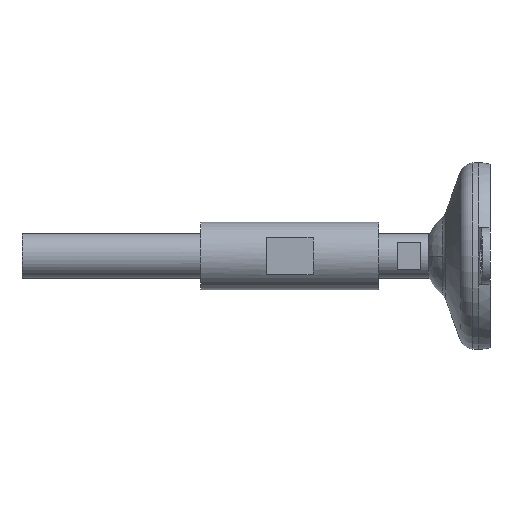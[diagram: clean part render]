
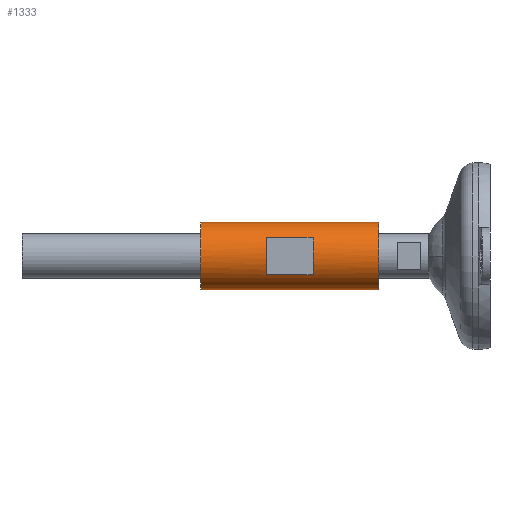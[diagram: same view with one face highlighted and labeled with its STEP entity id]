
A CAD part, left-side view. The second image highlights one B-rep face of the part: STEP entity #1333.
In plain terms, the highlighted cylindrical face has radius 18 mm (diameter 36 mm), a partial arc.
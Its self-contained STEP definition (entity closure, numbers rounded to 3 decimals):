
#42 = DIRECTION ( 'NONE',  ( 0., -1., 0. ) ) ;
#65 = CARTESIAN_POINT ( 'NONE',  ( 0., 59.5, 18. ) ) ;
#109 = VECTOR ( 'NONE', #42, 1000. ) ;
#141 = AXIS2_PLACEMENT_3D ( 'NONE', #235, #753, #1437 ) ;
#161 = EDGE_LOOP ( 'NONE', ( #261, #828, #1275, #1477 ) ) ;
#182 = EDGE_CURVE ( 'NONE', #485, #431, #526, .T. ) ;
#183 = LINE ( 'NONE', #1327, #1672 ) ;
#216 = DIRECTION ( 'NONE',  ( 0., -1., 0. ) ) ;
#228 = CIRCLE ( 'NONE', #141, 18. ) ;
#233 = DIRECTION ( 'NONE',  ( 0., 0., -1. ) ) ;
#235 = CARTESIAN_POINT ( 'NONE',  ( 0., 119.5, 0. ) ) ;
#261 = ORIENTED_EDGE ( 'NONE', *, *, #1091, .T. ) ;
#301 = VERTEX_POINT ( 'NONE', #655 ) ;
#309 = CARTESIAN_POINT ( 'NONE',  ( 0., 154.5, -18. ) ) ;
#321 = ORIENTED_EDGE ( 'NONE', *, *, #1049, .T. ) ;
#340 = AXIS2_PLACEMENT_3D ( 'NONE', #1373, #343, #1542 ) ;
#343 = DIRECTION ( 'NONE',  ( 0., -1., 0. ) ) ;
#384 = LINE ( 'NONE', #899, #109 ) ;
#402 = DIRECTION ( 'NONE',  ( 0., -1., 0. ) ) ;
#415 = CARTESIAN_POINT ( 'NONE',  ( -15., 94.5, -9.95 ) ) ;
#431 = VERTEX_POINT ( 'NONE', #572 ) ;
#440 = CARTESIAN_POINT ( 'NONE',  ( 0., 154.5, 18. ) ) ;
#454 = DIRECTION ( 'NONE',  ( 0., 0., -1. ) ) ;
#469 = VERTEX_POINT ( 'NONE', #674 ) ;
#485 = VERTEX_POINT ( 'NONE', #65 ) ;
#491 = LINE ( 'NONE', #787, #1188 ) ;
#499 = CIRCLE ( 'NONE', #557, 18. ) ;
#526 = CIRCLE ( 'NONE', #1156, 18. ) ;
#557 = AXIS2_PLACEMENT_3D ( 'NONE', #917, #402, #790 ) ;
#563 = DIRECTION ( 'NONE',  ( 0., -1., 0. ) ) ;
#572 = CARTESIAN_POINT ( 'NONE',  ( 0., 59.5, -18. ) ) ;
#618 = DIRECTION ( 'NONE',  ( 0., -1., 0. ) ) ;
#623 = ORIENTED_EDGE ( 'NONE', *, *, #182, .F. ) ;
#631 = EDGE_CURVE ( 'NONE', #1057, #1535, #1286, .T. ) ;
#653 = CARTESIAN_POINT ( 'NONE',  ( 0., 94.5, 0. ) ) ;
#655 = CARTESIAN_POINT ( 'NONE',  ( -15., 119.5, -9.95 ) ) ;
#674 = CARTESIAN_POINT ( 'NONE',  ( -15., 119.5, 9.95 ) ) ;
#753 = DIRECTION ( 'NONE',  ( 0., 1., 0. ) ) ;
#787 = CARTESIAN_POINT ( 'NONE',  ( -15., 59.5, -9.95 ) ) ;
#790 = DIRECTION ( 'NONE',  ( 0., 0., -1. ) ) ;
#828 = ORIENTED_EDGE ( 'NONE', *, *, #631, .T. ) ;
#853 = CYLINDRICAL_SURFACE ( 'NONE', #340, 18. ) ;
#899 = CARTESIAN_POINT ( 'NONE',  ( -15., 59.5, 9.95 ) ) ;
#917 = CARTESIAN_POINT ( 'NONE',  ( 0., 154.5, 0. ) ) ;
#925 = EDGE_LOOP ( 'NONE', ( #1023, #321, #939, #623 ) ) ;
#926 = VERTEX_POINT ( 'NONE', #440 ) ;
#939 = ORIENTED_EDGE ( 'NONE', *, *, #1540, .T. ) ;
#1023 = ORIENTED_EDGE ( 'NONE', *, *, #1290, .F. ) ;
#1049 = EDGE_CURVE ( 'NONE', #926, #1129, #499, .T. ) ;
#1057 = VERTEX_POINT ( 'NONE', #1417 ) ;
#1091 = EDGE_CURVE ( 'NONE', #469, #1057, #384, .T. ) ;
#1110 = CARTESIAN_POINT ( 'NONE',  ( 0., 59.5, 18. ) ) ;
#1120 = LINE ( 'NONE', #1110, #1376 ) ;
#1129 = VERTEX_POINT ( 'NONE', #309 ) ;
#1156 = AXIS2_PLACEMENT_3D ( 'NONE', #1380, #1639, #454 ) ;
#1161 = DIRECTION ( 'NONE',  ( 0., 1., 0. ) ) ;
#1188 = VECTOR ( 'NONE', #1161, 1000. ) ;
#1238 = FACE_OUTER_BOUND ( 'NONE', #925, .T. ) ;
#1275 = ORIENTED_EDGE ( 'NONE', *, *, #1390, .T. ) ;
#1286 = CIRCLE ( 'NONE', #1565, 18. ) ;
#1290 = EDGE_CURVE ( 'NONE', #926, #485, #1120, .T. ) ;
#1327 = CARTESIAN_POINT ( 'NONE',  ( 0., 59.5, -18. ) ) ;
#1333 = ADVANCED_FACE ( 'NONE', ( #1238, #1503 ), #853, .T. ) ;
#1373 = CARTESIAN_POINT ( 'NONE',  ( 0., 59.5, 0. ) ) ;
#1376 = VECTOR ( 'NONE', #216, 1000. ) ;
#1380 = CARTESIAN_POINT ( 'NONE',  ( 0., 59.5, 0. ) ) ;
#1381 = EDGE_CURVE ( 'NONE', #301, #469, #228, .T. ) ;
#1390 = EDGE_CURVE ( 'NONE', #1535, #301, #491, .T. ) ;
#1417 = CARTESIAN_POINT ( 'NONE',  ( -15., 94.5, 9.95 ) ) ;
#1437 = DIRECTION ( 'NONE',  ( 0., 0., 1. ) ) ;
#1477 = ORIENTED_EDGE ( 'NONE', *, *, #1381, .T. ) ;
#1503 = FACE_BOUND ( 'NONE', #161, .T. ) ;
#1535 = VERTEX_POINT ( 'NONE', #415 ) ;
#1540 = EDGE_CURVE ( 'NONE', #1129, #431, #183, .T. ) ;
#1542 = DIRECTION ( 'NONE',  ( 0., 0., -1. ) ) ;
#1565 = AXIS2_PLACEMENT_3D ( 'NONE', #653, #618, #233 ) ;
#1639 = DIRECTION ( 'NONE',  ( 0., -1., 0. ) ) ;
#1672 = VECTOR ( 'NONE', #563, 1000. ) ;
